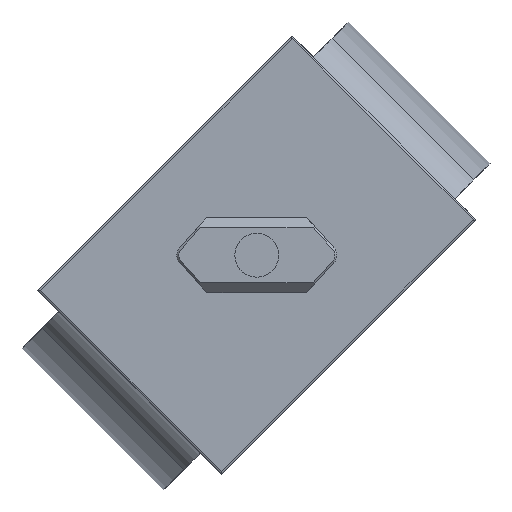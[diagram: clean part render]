
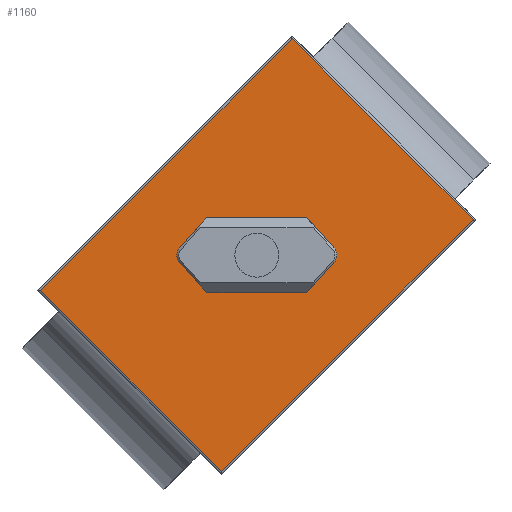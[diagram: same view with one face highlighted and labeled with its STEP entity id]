
A CAD part, front view. The second image highlights one B-rep face of the part: STEP entity #1160.
In plain terms, the highlighted planar face has unit normal (0, -1, 0).
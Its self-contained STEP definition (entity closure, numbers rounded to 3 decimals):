
#27 = CARTESIAN_POINT ( 'NONE',  ( -32.341, 5.879, 3.889 ) ) ;
#51 = EDGE_LOOP ( 'NONE', ( #612, #1395, #3987, #3436 ) ) ;
#138 = LINE ( 'NONE', #3546, #674 ) ;
#146 = CARTESIAN_POINT ( 'NONE',  ( -14.239, 5.879, -14.213 ) ) ;
#156 = EDGE_CURVE ( 'NONE', #253, #2652, #3632, .T. ) ;
#201 = EDGE_CURVE ( 'NONE', #2683, #300, #3311, .T. ) ;
#217 = EDGE_CURVE ( 'NONE', #1118, #1365, #3691, .T. ) ;
#231 = DIRECTION ( 'NONE',  ( 0., 0., -1. ) ) ;
#252 = VERTEX_POINT ( 'NONE', #27 ) ;
#253 = VERTEX_POINT ( 'NONE', #1545 ) ;
#267 = EDGE_CURVE ( 'NONE', #3288, #3755, #1606, .T. ) ;
#300 = VERTEX_POINT ( 'NONE', #3435 ) ;
#345 = AXIS2_PLACEMENT_3D ( 'NONE', #760, #1096, #1981 ) ;
#449 = CARTESIAN_POINT ( 'NONE',  ( -7.168, 5.879, 29.062 ) ) ;
#472 = CARTESIAN_POINT ( 'NONE',  ( -14.239, 5.879, -14.213 ) ) ;
#611 = DIRECTION ( 'NONE',  ( -0.707, 0., 0.707 ) ) ;
#612 = ORIENTED_EDGE ( 'NONE', *, *, #267, .T. ) ;
#616 = DIRECTION ( 'NONE',  ( 0.707, 0., -0.707 ) ) ;
#618 = CARTESIAN_POINT ( 'NONE',  ( -5.609, 5.879, 7.778 ) ) ;
#668 = CIRCLE ( 'NONE', #2204, 0.5 ) ;
#674 = VECTOR ( 'NONE', #1943, 1000. ) ;
#695 = DIRECTION ( 'NONE',  ( 0., 0., -1. ) ) ;
#743 = CARTESIAN_POINT ( 'NONE',  ( -15.445, 5.879, 7.425 ) ) ;
#760 = CARTESIAN_POINT ( 'NONE',  ( -10.703, 5.879, 7.425 ) ) ;
#779 = VECTOR ( 'NONE', #3047, 1000. ) ;
#783 = ORIENTED_EDGE ( 'NONE', *, *, #217, .T. ) ;
#861 = CIRCLE ( 'NONE', #1122, 4.1 ) ;
#915 = CARTESIAN_POINT ( 'NONE',  ( -13.603, 5.879, 4.876 ) ) ;
#934 = CARTESIAN_POINT ( 'NONE',  ( -10.703, 5.879, 7.775 ) ) ;
#935 = DIRECTION ( 'NONE',  ( -0.707, 0., 0.707 ) ) ;
#982 = EDGE_CURVE ( 'NONE', #252, #2398, #3395, .T. ) ;
#1033 = DIRECTION ( 'NONE',  ( -0.707, 0., -0.707 ) ) ;
#1096 = DIRECTION ( 'NONE',  ( 0., -1., 0. ) ) ;
#1118 = VERTEX_POINT ( 'NONE', #1650 ) ;
#1122 = AXIS2_PLACEMENT_3D ( 'NONE', #934, #2177, #1874 ) ;
#1160 = ADVANCED_FACE ( 'NONE', ( #3250, #1707 ), #1724, .T. ) ;
#1216 = DIRECTION ( 'NONE',  ( 0., -1., 0. ) ) ;
#1235 = VECTOR ( 'NONE', #616, 1000. ) ;
#1365 = VERTEX_POINT ( 'NONE', #3026 ) ;
#1390 = EDGE_CURVE ( 'NONE', #3347, #2652, #668, .T. ) ;
#1391 = EDGE_LOOP ( 'NONE', ( #3604, #3419, #783, #1437, #2241, #3265, #3771, #1608, #2203 ) ) ;
#1395 = ORIENTED_EDGE ( 'NONE', *, *, #2682, .T. ) ;
#1437 = ORIENTED_EDGE ( 'NONE', *, *, #3482, .F. ) ;
#1464 = DIRECTION ( 'NONE',  ( 0.707, 0., 0.707 ) ) ;
#1469 = CARTESIAN_POINT ( 'NONE',  ( -32.341, 5.879, 3.889 ) ) ;
#1518 = EDGE_CURVE ( 'NONE', #2404, #1118, #861, .T. ) ;
#1545 = CARTESIAN_POINT ( 'NONE',  ( -7.804, 5.879, 9.974 ) ) ;
#1554 = EDGE_CURVE ( 'NONE', #300, #253, #2079, .T. ) ;
#1606 = LINE ( 'NONE', #2814, #2194 ) ;
#1608 = ORIENTED_EDGE ( 'NONE', *, *, #1390, .F. ) ;
#1650 = CARTESIAN_POINT ( 'NONE',  ( -13.603, 5.879, 4.876 ) ) ;
#1680 = LINE ( 'NONE', #146, #2615 ) ;
#1707 = FACE_OUTER_BOUND ( 'NONE', #51, .T. ) ;
#1724 = PLANE ( 'NONE',  #345 ) ;
#1869 = CARTESIAN_POINT ( 'NONE',  ( -10.703, 5.879, 7.775 ) ) ;
#1874 = DIRECTION ( 'NONE',  ( 0., 0., -1. ) ) ;
#1894 = DIRECTION ( 'NONE',  ( 0., 1., 0. ) ) ;
#1925 = CARTESIAN_POINT ( 'NONE',  ( -10.703, 5.879, 3.675 ) ) ;
#1943 = DIRECTION ( 'NONE',  ( -0.707, 0., -0.707 ) ) ;
#1981 = DIRECTION ( 'NONE',  ( 1., 0., 0. ) ) ;
#2023 = VECTOR ( 'NONE', #1033, 1000. ) ;
#2079 = CIRCLE ( 'NONE', #2405, 4.1 ) ;
#2177 = DIRECTION ( 'NONE',  ( 0., 1., 0. ) ) ;
#2194 = VECTOR ( 'NONE', #611, 1000. ) ;
#2203 = ORIENTED_EDGE ( 'NONE', *, *, #2292, .T. ) ;
#2204 = AXIS2_PLACEMENT_3D ( 'NONE', #3389, #1216, #231 ) ;
#2217 = CARTESIAN_POINT ( 'NONE',  ( -10.703, 5.879, 7.075 ) ) ;
#2241 = ORIENTED_EDGE ( 'NONE', *, *, #201, .T. ) ;
#2256 = CARTESIAN_POINT ( 'NONE',  ( -7.168, 5.879, 29.062 ) ) ;
#2292 = EDGE_CURVE ( 'NONE', #3347, #2893, #138, .T. ) ;
#2398 = VERTEX_POINT ( 'NONE', #472 ) ;
#2404 = VERTEX_POINT ( 'NONE', #1925 ) ;
#2405 = AXIS2_PLACEMENT_3D ( 'NONE', #2217, #1894, #695 ) ;
#2600 = DIRECTION ( 'NONE',  ( 0.707, 0., 0.707 ) ) ;
#2615 = VECTOR ( 'NONE', #2600, 1000. ) ;
#2652 = VERTEX_POINT ( 'NONE', #618 ) ;
#2682 = EDGE_CURVE ( 'NONE', #3755, #252, #3718, .T. ) ;
#2683 = VERTEX_POINT ( 'NONE', #3516 ) ;
#2814 = CARTESIAN_POINT ( 'NONE',  ( 10.934, 5.879, 10.96 ) ) ;
#2885 = CIRCLE ( 'NONE', #3659, 0.5 ) ;
#2893 = VERTEX_POINT ( 'NONE', #3348 ) ;
#2965 = EDGE_CURVE ( 'NONE', #2893, #2404, #3476, .T. ) ;
#3005 = CARTESIAN_POINT ( 'NONE',  ( -15.798, 5.879, 7.778 ) ) ;
#3015 = CARTESIAN_POINT ( 'NONE',  ( 10.934, 5.879, 10.96 ) ) ;
#3026 = CARTESIAN_POINT ( 'NONE',  ( -15.798, 5.879, 7.071 ) ) ;
#3047 = DIRECTION ( 'NONE',  ( 0.707, 0., -0.707 ) ) ;
#3116 = VECTOR ( 'NONE', #1464, 1000. ) ;
#3177 = EDGE_CURVE ( 'NONE', #2398, #3288, #1680, .T. ) ;
#3250 = FACE_BOUND ( 'NONE', #1391, .T. ) ;
#3265 = ORIENTED_EDGE ( 'NONE', *, *, #1554, .T. ) ;
#3271 = CARTESIAN_POINT ( 'NONE',  ( -7.804, 5.879, 9.974 ) ) ;
#3288 = VERTEX_POINT ( 'NONE', #3015 ) ;
#3311 = LINE ( 'NONE', #3005, #3116 ) ;
#3347 = VERTEX_POINT ( 'NONE', #3723 ) ;
#3348 = CARTESIAN_POINT ( 'NONE',  ( -7.804, 5.879, 4.876 ) ) ;
#3389 = CARTESIAN_POINT ( 'NONE',  ( -5.962, 5.879, 7.425 ) ) ;
#3395 = LINE ( 'NONE', #1469, #1235 ) ;
#3405 = AXIS2_PLACEMENT_3D ( 'NONE', #1869, #3409, #3430 ) ;
#3409 = DIRECTION ( 'NONE',  ( 0., 1., 0. ) ) ;
#3419 = ORIENTED_EDGE ( 'NONE', *, *, #1518, .T. ) ;
#3430 = DIRECTION ( 'NONE',  ( 0., 0., -1. ) ) ;
#3435 = CARTESIAN_POINT ( 'NONE',  ( -13.603, 5.879, 9.974 ) ) ;
#3436 = ORIENTED_EDGE ( 'NONE', *, *, #3177, .T. ) ;
#3476 = CIRCLE ( 'NONE', #3405, 4.1 ) ;
#3482 = EDGE_CURVE ( 'NONE', #2683, #1365, #2885, .T. ) ;
#3516 = CARTESIAN_POINT ( 'NONE',  ( -15.798, 5.879, 7.778 ) ) ;
#3526 = DIRECTION ( 'NONE',  ( 0., 0., -1. ) ) ;
#3546 = CARTESIAN_POINT ( 'NONE',  ( -5.609, 5.879, 7.071 ) ) ;
#3604 = ORIENTED_EDGE ( 'NONE', *, *, #2965, .T. ) ;
#3628 = VECTOR ( 'NONE', #935, 1000. ) ;
#3632 = LINE ( 'NONE', #3271, #779 ) ;
#3659 = AXIS2_PLACEMENT_3D ( 'NONE', #743, #3828, #3526 ) ;
#3691 = LINE ( 'NONE', #915, #3628 ) ;
#3718 = LINE ( 'NONE', #2256, #2023 ) ;
#3723 = CARTESIAN_POINT ( 'NONE',  ( -5.609, 5.879, 7.071 ) ) ;
#3755 = VERTEX_POINT ( 'NONE', #449 ) ;
#3771 = ORIENTED_EDGE ( 'NONE', *, *, #156, .T. ) ;
#3828 = DIRECTION ( 'NONE',  ( 0., -1., 0. ) ) ;
#3987 = ORIENTED_EDGE ( 'NONE', *, *, #982, .T. ) ;
